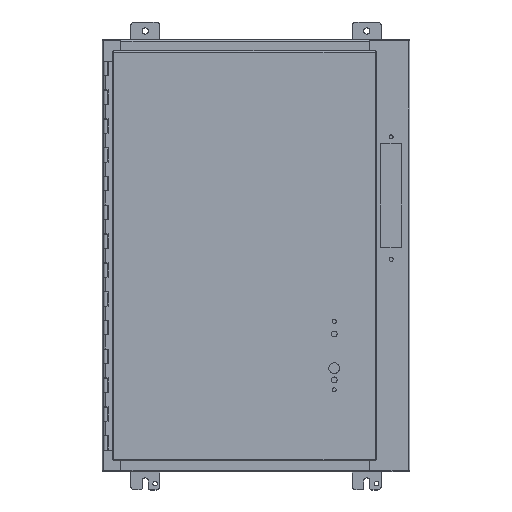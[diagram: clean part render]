
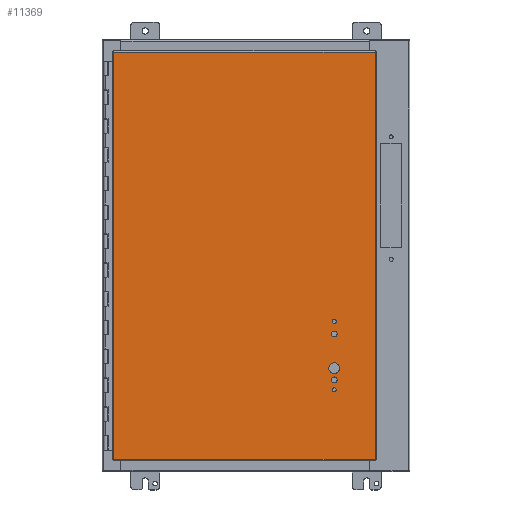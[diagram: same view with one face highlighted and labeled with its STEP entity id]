
A CAD part, top view. The second image highlights one B-rep face of the part: STEP entity #11369.
In plain terms, the highlighted planar face has unit normal (0, 0, 1).
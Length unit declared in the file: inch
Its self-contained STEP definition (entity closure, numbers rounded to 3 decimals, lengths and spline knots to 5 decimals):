
#301=FACE_BOUND($,#2104,.T.);
#302=FACE_BOUND($,#2105,.T.);
#303=FACE_BOUND($,#2106,.T.);
#304=FACE_BOUND($,#2107,.T.);
#305=FACE_BOUND($,#2108,.T.);
#306=FACE_BOUND($,#2109,.T.);
#668=CIRCLE($,#12280,0.375);
#670=CIRCLE($,#12283,0.203);
#672=CIRCLE($,#12286,0.203);
#674=CIRCLE($,#12289,0.1405);
#676=CIRCLE($,#12292,0.1405);
#2104=EDGE_LOOP($,(#9595));
#2105=EDGE_LOOP($,(#9596));
#2106=EDGE_LOOP($,(#9597));
#2107=EDGE_LOOP($,(#9598));
#2108=EDGE_LOOP($,(#9599));
#2109=EDGE_LOOP($,(#9600,#9601,#9602,#9603));
#3139=LINE($,#18592,#4212);
#3155=LINE($,#18694,#4228);
#3170=LINE($,#18794,#4243);
#3178=LINE($,#18878,#4251);
#4212=VECTOR($,#15055,28.2895);
#4228=VECTOR($,#15085,18.13325);
#4243=VECTOR($,#15114,28.2895);
#4251=VECTOR($,#15132,18.13325);
#5216=VERTEX_POINT($,#18518);
#5218=VERTEX_POINT($,#18523);
#5220=VERTEX_POINT($,#18528);
#5222=VERTEX_POINT($,#18533);
#5224=VERTEX_POINT($,#18538);
#5241=VERTEX_POINT($,#18583);
#5242=VERTEX_POINT($,#18591);
#5253=VERTEX_POINT($,#18686);
#5263=VERTEX_POINT($,#18786);
#6647=EDGE_CURVE($,#5216,#5216,#668,.T.);
#6649=EDGE_CURVE($,#5218,#5218,#670,.T.);
#6651=EDGE_CURVE($,#5220,#5220,#672,.T.);
#6653=EDGE_CURVE($,#5222,#5222,#674,.T.);
#6655=EDGE_CURVE($,#5224,#5224,#676,.T.);
#6677=EDGE_CURVE($,#5242,#5241,#3139,.T.);
#6697=EDGE_CURVE($,#5241,#5253,#3155,.T.);
#6716=EDGE_CURVE($,#5253,#5263,#3170,.T.);
#6728=EDGE_CURVE($,#5263,#5242,#3178,.T.);
#9595=ORIENTED_EDGE($,*,*,#6647,.T.);
#9596=ORIENTED_EDGE($,*,*,#6649,.T.);
#9597=ORIENTED_EDGE($,*,*,#6651,.T.);
#9598=ORIENTED_EDGE($,*,*,#6653,.T.);
#9599=ORIENTED_EDGE($,*,*,#6655,.T.);
#9600=ORIENTED_EDGE($,*,*,#6677,.T.);
#9601=ORIENTED_EDGE($,*,*,#6697,.T.);
#9602=ORIENTED_EDGE($,*,*,#6716,.T.);
#9603=ORIENTED_EDGE($,*,*,#6728,.T.);
#10298=PLANE($,#12325);
#11369=ADVANCED_FACE($,(#301,#302,#303,#304,#305,#306),#10298,.T.);
#12280=AXIS2_PLACEMENT_3D($,#18519,#14995,#14996);
#12283=AXIS2_PLACEMENT_3D($,#18524,#15001,#15002);
#12286=AXIS2_PLACEMENT_3D($,#18529,#15007,#15008);
#12289=AXIS2_PLACEMENT_3D($,#18534,#15013,#15014);
#12292=AXIS2_PLACEMENT_3D($,#18539,#15019,#15020);
#12325=AXIS2_PLACEMENT_3D($,#18964,#15157,#15158);
#14995=DIRECTION('center_axis',(0.,0.,-1.));
#14996=DIRECTION('ref_axis',(-1.,0.,0.));
#15001=DIRECTION('center_axis',(0.,0.,-1.));
#15002=DIRECTION('ref_axis',(-1.,0.,0.));
#15007=DIRECTION('center_axis',(0.,0.,-1.));
#15008=DIRECTION('ref_axis',(-1.,0.,0.));
#15013=DIRECTION('center_axis',(0.,0.,-1.));
#15014=DIRECTION('ref_axis',(-1.,0.,0.));
#15019=DIRECTION('center_axis',(0.,0.,-1.));
#15020=DIRECTION('ref_axis',(-1.,0.,0.));
#15055=DIRECTION($,(0.,1.,0.));
#15085=DIRECTION($,(-1.,0.,0.));
#15114=DIRECTION($,(0.,-1.,0.));
#15132=DIRECTION($,(1.,0.,0.));
#15157=DIRECTION('center_axis',(0.,0.,1.));
#15158=DIRECTION('ref_axis',(1.,0.,0.));
#18518=CARTESIAN_POINT('',(15.78075,6.438,0.074));
#18519=CARTESIAN_POINT('Origin',(15.40575,6.438,0.074));
#18523=CARTESIAN_POINT('',(15.60875,8.813,0.074));
#18524=CARTESIAN_POINT('Origin',(15.40575,8.813,0.074));
#18528=CARTESIAN_POINT('',(15.60875,5.625,0.074));
#18529=CARTESIAN_POINT('Origin',(15.40575,5.625,0.074));
#18533=CARTESIAN_POINT('',(15.54625,9.688,0.074));
#18534=CARTESIAN_POINT('Origin',(15.40575,9.688,0.074));
#18538=CARTESIAN_POINT('',(15.54625,4.938,0.074));
#18539=CARTESIAN_POINT('Origin',(15.40575,4.938,0.074));
#18583=CARTESIAN_POINT('',(18.2385,28.39475,0.074));
#18591=CARTESIAN_POINT('',(18.2385,0.10525,0.074));
#18592=CARTESIAN_POINT($,(18.2385,7.17763,0.074));
#18686=CARTESIAN_POINT('',(0.10525,28.39475,0.074));
#18694=CARTESIAN_POINT($,(13.70519,28.39475,0.074));
#18786=CARTESIAN_POINT('',(0.10525,0.10525,0.074));
#18794=CARTESIAN_POINT($,(0.10525,21.32238,0.074));
#18878=CARTESIAN_POINT($,(4.63856,0.10525,0.074));
#18964=CARTESIAN_POINT('Origin',(9.17187,14.25,0.074));
